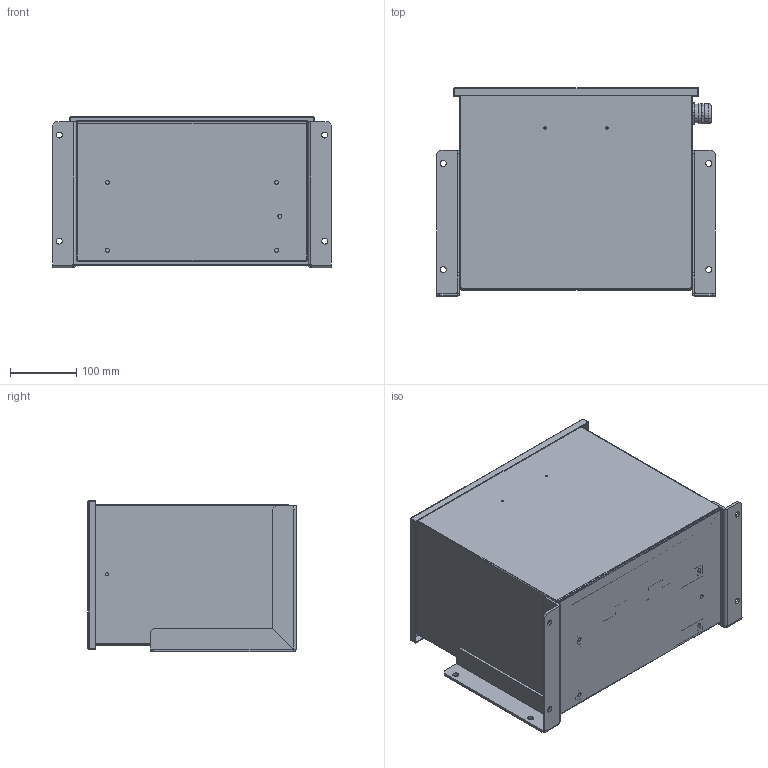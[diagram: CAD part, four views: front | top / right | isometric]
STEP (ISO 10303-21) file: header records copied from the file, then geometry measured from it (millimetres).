
FILE_DESCRIPTION (( 'STEP AP214' ), '1' );
FILE_NAME ('170118 Baugruppe B 1605112.STEP', '2017-01-18T15:02:33', ( 'Admin' ), ( 'Microsoft' ), 'SwSTEP 2.0', 'SolidWorks 2014', '' );
FILE_SCHEMA (( 'AUTOMOTIVE_DESIGN' ));
Length unit declared in the file: millimetre
Products named in the file (115): 161021 Luftspalt 1 B 1605112; Wickel 3UI 120_71; 161026 Schirmblech B 1605112; plain washer grade a_din; 161021 Luftspalt 2 B 1605112; WDU 35; #143-1064; UI120-71oD; TS35x120; +1126-0009; #142-0968; D57a; pan head cross recess screw_din; +3810-0126; 090327 Kabelschelle klein; 161021 Baugruppe #020-3057; Winkel f黵 #020-3057; M8x90 Torx Flachkopf; R點k-& Bodenblech f黵 #020-3057_161124 Version a; Gehäuseschale für #020-3057; 170118 Baugruppe B 1605112; 170105 Kopfwinkel B 1605112; Deckel f黵 #020-3057; serrated lock washer 1_din; plain washer grade a_din_Washer DIN 125 - A 6.4; ES35; plain washer grade a_din_Washer DIN 125 - A 8.4; pan head cross recess screw_din_ISO 7045 - M6 x 12 - Z --- 12N; R點k-& Bodenblech f黵 #020-3057; GegenmutterM32; KappeM32; 161021 Fußwinkel 2 B 1605112; serrated lock washer 1_din_DIN 6798-A13; KörperM32; 161021 Fußwinkel 1 B 1605112; Verschraubung M32
Assembly tree (83 placements, depth 3):
  Wickel 3UI 120_71
  plain washer grade a_din
  161021 Luftspalt 2 B 1605112
  WDU 35
  UI120-71oD
Bounding box: 420 x 313.5 x 228.25 mm (x, y, z)
Volume: 6147813.1 mm3; surface area: 2490884.3 mm2
Topology: 92 solids, 92 shells, 5671 faces, 14833 edges, 9400 vertices
Faces by surface type: plane 3015, cylinder 2110, torus 340, bspline 108, cone 82, sphere 16
Entity records: 66655 total; most frequent: CARTESIAN_POINT 12592, DIRECTION 10123, ORIENTED_EDGE 9772, EDGE_CURVE 4886, AXIS2_PLACEMENT_3D 3551, VERTEX_POINT 3058, LINE 3021, VECTOR 3021
